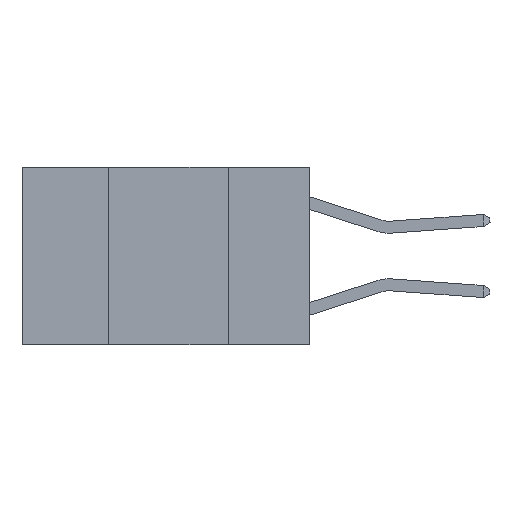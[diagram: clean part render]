
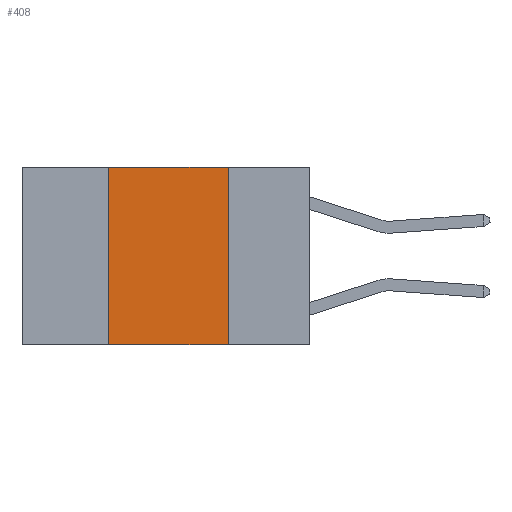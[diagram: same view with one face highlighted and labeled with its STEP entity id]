
A CAD part, left-side view. The second image highlights one B-rep face of the part: STEP entity #408.
In plain terms, the highlighted planar face has unit normal (-1, 0, 0).
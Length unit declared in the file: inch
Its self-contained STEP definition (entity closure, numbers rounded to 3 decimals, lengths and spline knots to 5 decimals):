
#408 = ADVANCED_FACE ( 'NONE', ( #3839 ), #13497, .F. ) ;
#477 = LINE ( 'NONE', #4972, #6431 ) ;
#2185 = VERTEX_POINT ( 'NONE', #4735 ) ;
#2530 = VERTEX_POINT ( 'NONE', #7801 ) ;
#2860 = ORIENTED_EDGE ( 'NONE', *, *, #4636, .F. ) ;
#3641 = ORIENTED_EDGE ( 'NONE', *, *, #11593, .T. ) ;
#3794 = AXIS2_PLACEMENT_3D ( 'NONE', #5217, #14707, #7597 ) ;
#3807 = EDGE_CURVE ( 'NONE', #2185, #4943, #13203, .T. ) ;
#3839 = FACE_OUTER_BOUND ( 'NONE', #8258, .T. ) ;
#4636 = EDGE_CURVE ( 'NONE', #7125, #2185, #5961, .T. ) ;
#4735 = CARTESIAN_POINT ( 'NONE',  ( 0., 0.42, 0. ) ) ;
#4943 = VERTEX_POINT ( 'NONE', #7504 ) ;
#4972 = CARTESIAN_POINT ( 'NONE',  ( 0., 0.6, -0.37 ) ) ;
#5217 = CARTESIAN_POINT ( 'NONE',  ( 0., 0.6, 0. ) ) ;
#5961 = LINE ( 'NONE', #10498, #8735 ) ;
#6431 = VECTOR ( 'NONE', #9688, 39.37008 ) ;
#6937 = EDGE_CURVE ( 'NONE', #4943, #2530, #14536, .T. ) ;
#7125 = VERTEX_POINT ( 'NONE', #14968 ) ;
#7446 = CARTESIAN_POINT ( 'NONE',  ( 0., 0.17, 0. ) ) ;
#7504 = CARTESIAN_POINT ( 'NONE',  ( 0., 0.17, 0. ) ) ;
#7597 = DIRECTION ( 'NONE',  ( 0., 0., -1. ) ) ;
#7728 = DIRECTION ( 'NONE',  ( 0., -1., 0. ) ) ;
#7801 = CARTESIAN_POINT ( 'NONE',  ( 0., 0.17, -0.37 ) ) ;
#8002 = ORIENTED_EDGE ( 'NONE', *, *, #6937, .F. ) ;
#8199 = DIRECTION ( 'NONE',  ( 0., 0., 1. ) ) ;
#8258 = EDGE_LOOP ( 'NONE', ( #8002, #13991, #2860, #3641 ) ) ;
#8735 = VECTOR ( 'NONE', #8199, 39.37008 ) ;
#9688 = DIRECTION ( 'NONE',  ( 0., -1., 0. ) ) ;
#10037 = VECTOR ( 'NONE', #7728, 39.37008 ) ;
#10498 = CARTESIAN_POINT ( 'NONE',  ( 0., 0.42, 0. ) ) ;
#11244 = CARTESIAN_POINT ( 'NONE',  ( 0., 0.6, 0. ) ) ;
#11367 = VECTOR ( 'NONE', #14600, 39.37008 ) ;
#11593 = EDGE_CURVE ( 'NONE', #7125, #2530, #477, .T. ) ;
#13203 = LINE ( 'NONE', #11244, #10037 ) ;
#13497 = PLANE ( 'NONE',  #3794 ) ;
#13991 = ORIENTED_EDGE ( 'NONE', *, *, #3807, .F. ) ;
#14536 = LINE ( 'NONE', #7446, #11367 ) ;
#14600 = DIRECTION ( 'NONE',  ( 0., 0., -1. ) ) ;
#14707 = DIRECTION ( 'NONE',  ( 1., 0., 0. ) ) ;
#14968 = CARTESIAN_POINT ( 'NONE',  ( 0., 0.42, -0.37 ) ) ;
